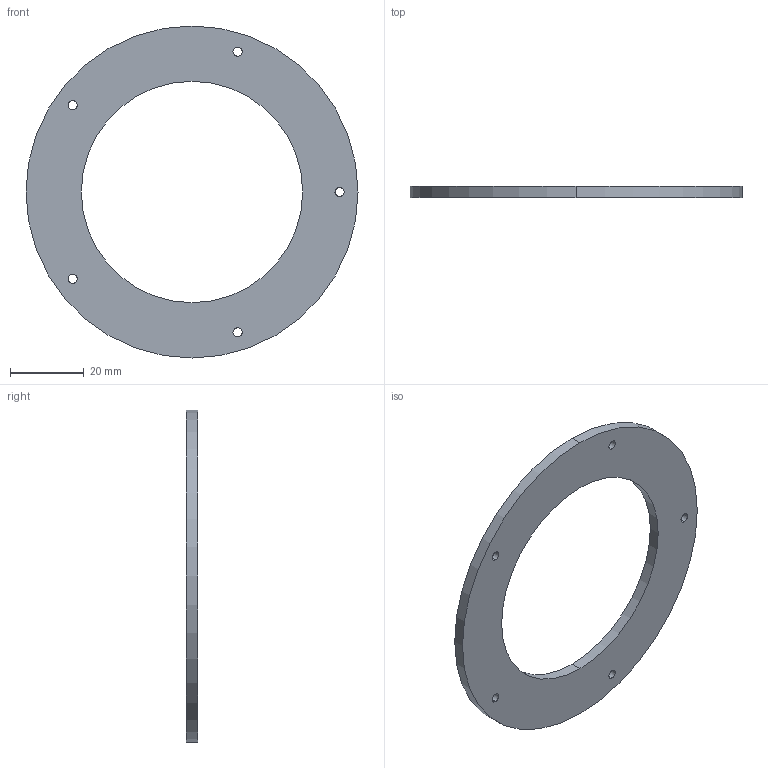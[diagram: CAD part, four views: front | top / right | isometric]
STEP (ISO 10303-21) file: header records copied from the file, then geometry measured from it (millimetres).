
FILE_DESCRIPTION (( 'STEP AP214' ), '1' );
FILE_NAME ('堁怢湮攫.step', '2025-04-15T06:14:42', ( '' ), ( '' ), 'SwSTEP 2.0', 'SolidWorks 2024', '' );
FILE_SCHEMA (( 'AUTOMOTIVE_DESIGN' ));
Length unit declared in the file: millimetre
Products named in the file (1): 云台大盘
Bounding box: 90 x 3 x 90 mm (x, y, z)
Volume: 10529.2 mm3; surface area: 8550.5 mm2
Topology: 1 solids, 1 shells, 26 faces, 62 edges, 38 vertices
Faces by surface type: cylinder 14, cone 10, plane 2
Entity records: 811 total; most frequent: DIRECTION 154, CARTESIAN_POINT 127, ORIENTED_EDGE 124, AXIS2_PLACEMENT_3D 65, EDGE_CURVE 62, EDGE_LOOP 38, CIRCLE 38, VERTEX_POINT 38
